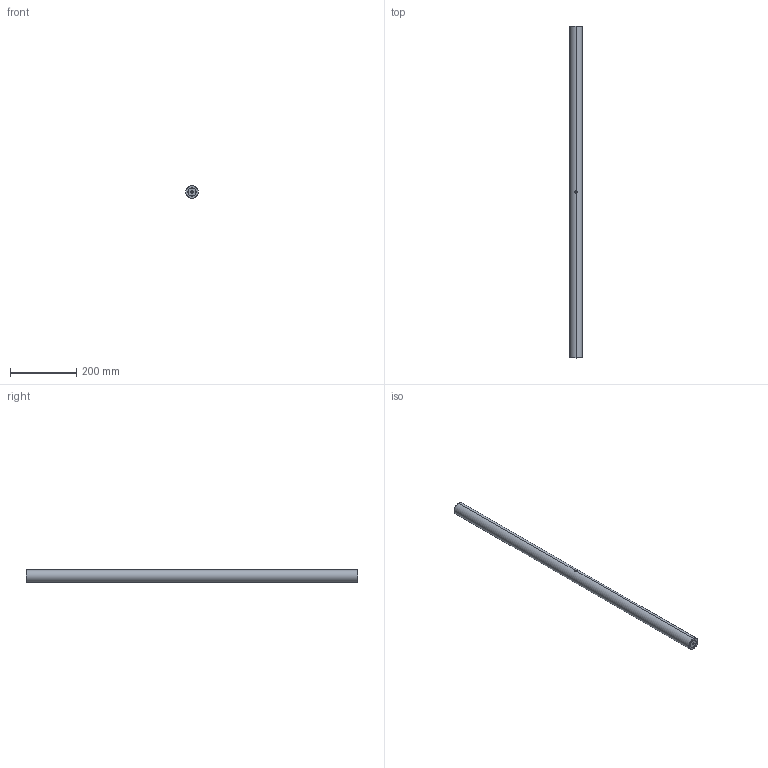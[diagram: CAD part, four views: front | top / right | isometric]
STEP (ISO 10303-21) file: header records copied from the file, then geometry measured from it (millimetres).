
FILE_DESCRIPTION (( 'STEP AP203' ), '1' );
FILE_NAME ('1.4.2.88_ZGH-38-1000.STEP', '2022-04-15T00:40:04', ( '' ), ( '' ), 'SwSTEP 2.0', 'SolidWorks 2021', '' );
FILE_SCHEMA (( 'CONFIG_CONTROL_DESIGN' ));
Length unit declared in the file: millimetre
Products named in the file (1): 1.4.2.88_ZGH-38-1000
Bounding box: 38 x 1000 x 38 mm (x, y, z)
Surface area: 122485.6 mm2 (no closed solid volume)
Topology: 0 solids, 3 shells, 24 faces, 62 edges, 40 vertices
Faces by surface type: cylinder 8, cone 8, torus 4, plane 4
Entity records: 945 total; most frequent: CARTESIAN_POINT 263, DIRECTION 140, ORIENTED_EDGE 112, EDGE_CURVE 62, AXIS2_PLACEMENT_3D 61, VERTEX_POINT 40, CIRCLE 36, EDGE_LOOP 28
